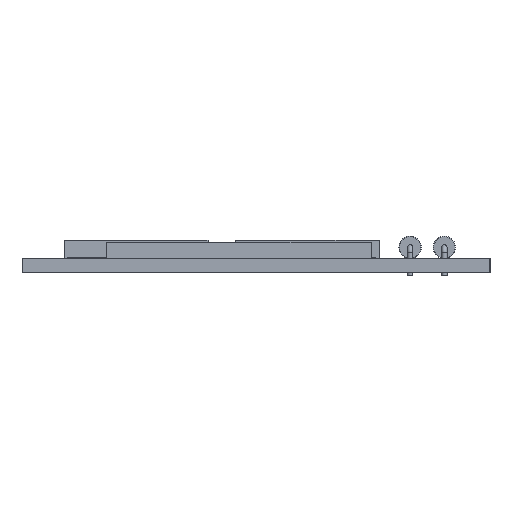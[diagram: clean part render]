
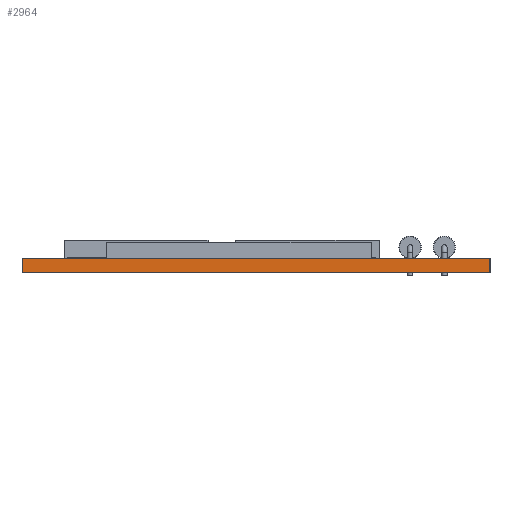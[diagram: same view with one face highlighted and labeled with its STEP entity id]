
A CAD part, left-side view. The second image highlights one B-rep face of the part: STEP entity #2964.
In plain terms, the highlighted planar face has unit normal (-1, 0, 0).
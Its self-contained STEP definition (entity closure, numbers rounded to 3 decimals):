
#319=PLANE('',#3347);
#439=FACE_OUTER_BOUND('',#574,.T.);
#574=EDGE_LOOP('',(#2302,#2303,#2304,#2305));
#893=LINE('',#4927,#1040);
#901=LINE('',#4942,#1048);
#902=LINE('',#4944,#1049);
#903=LINE('',#4945,#1050);
#1040=VECTOR('',#4103,10.);
#1048=VECTOR('',#4115,10.);
#1049=VECTOR('',#4118,10.);
#1050=VECTOR('',#4119,10.);
#1498=VERTEX_POINT('',#4924);
#1499=VERTEX_POINT('',#4926);
#1503=VERTEX_POINT('',#4938);
#1504=VERTEX_POINT('',#4940);
#1833=EDGE_CURVE('',#1498,#1499,#893,.T.);
#1841=EDGE_CURVE('',#1503,#1504,#901,.T.);
#1842=EDGE_CURVE('',#1498,#1503,#902,.T.);
#1843=EDGE_CURVE('',#1499,#1504,#903,.T.);
#2302=ORIENTED_EDGE('',*,*,#1842,.T.);
#2303=ORIENTED_EDGE('',*,*,#1841,.T.);
#2304=ORIENTED_EDGE('',*,*,#1843,.F.);
#2305=ORIENTED_EDGE('',*,*,#1833,.F.);
#2964=ADVANCED_FACE('',(#439),#319,.T.);
#3347=AXIS2_PLACEMENT_3D('',#4943,#4116,#4117);
#4103=DIRECTION('',(0.,0.,1.));
#4115=DIRECTION('',(0.,0.,1.));
#4116=DIRECTION('center_axis',(-1.,0.,0.));
#4117=DIRECTION('ref_axis',(0.,-1.,0.));
#4118=DIRECTION('',(0.,-1.,0.));
#4119=DIRECTION('',(0.,-1.,0.));
#4924=CARTESIAN_POINT('',(-2.54,80.,0.));
#4926=CARTESIAN_POINT('',(-2.54,80.,1.57));
#4927=CARTESIAN_POINT('',(-2.54,80.,0.));
#4938=CARTESIAN_POINT('',(-2.54,27.94,0.));
#4940=CARTESIAN_POINT('',(-2.54,27.94,1.57));
#4942=CARTESIAN_POINT('',(-2.54,27.94,0.));
#4943=CARTESIAN_POINT('Origin',(-2.54,80.,0.));
#4944=CARTESIAN_POINT('',(-2.54,80.,0.));
#4945=CARTESIAN_POINT('',(-2.54,80.,1.57));
